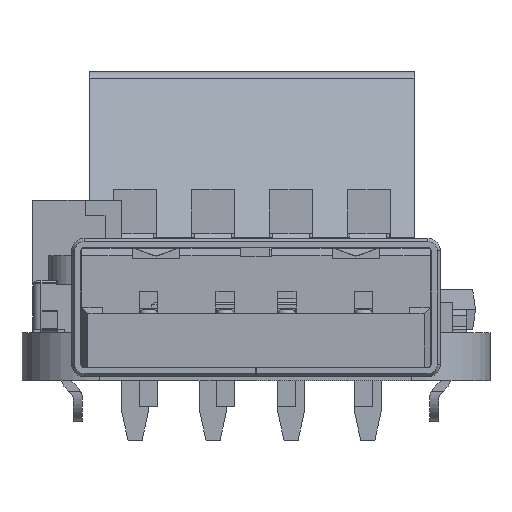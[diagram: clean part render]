
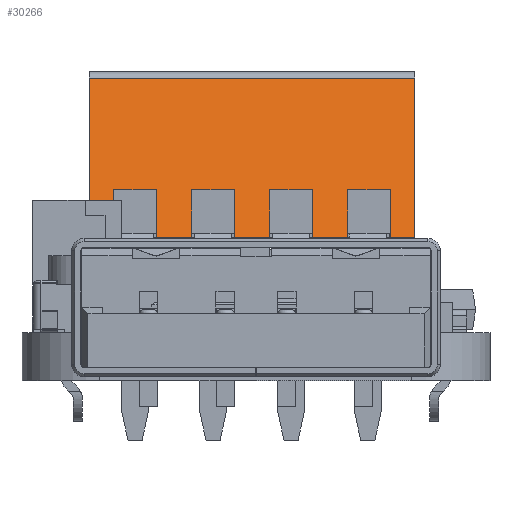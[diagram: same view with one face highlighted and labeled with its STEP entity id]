
A CAD part, left-side view. The second image highlights one B-rep face of the part: STEP entity #30266.
In plain terms, the highlighted face is planar.
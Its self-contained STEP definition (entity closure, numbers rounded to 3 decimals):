
#1501=PLANE('',#32699);
#3087=FACE_OUTER_BOUND('',#4826,.T.);
#4826=EDGE_LOOP('',(#26945,#26946,#26947,#26948,#26949,#26950,#26951,#26952,
#26953,#26954,#26955,#26956,#26957,#26958,#26959,#26960,#26961,#26962,#26963,
#26964));
#7686=LINE('',#48165,#11166);
#7734=LINE('',#48623,#11214);
#7750=LINE('',#48657,#11230);
#7818=LINE('',#48793,#11298);
#7827=LINE('',#48809,#11307);
#7836=LINE('',#48828,#11316);
#7898=LINE('',#48953,#11378);
#7907=LINE('',#48969,#11387);
#7916=LINE('',#48988,#11396);
#7978=LINE('',#49113,#11458);
#7987=LINE('',#49129,#11467);
#7996=LINE('',#49148,#11476);
#8001=LINE('',#49159,#11481);
#8032=LINE('',#49216,#11512);
#8038=LINE('',#49226,#11518);
#8039=LINE('',#49227,#11519);
#8040=LINE('',#49228,#11520);
#8041=LINE('',#49229,#11521);
#8043=LINE('',#49232,#11523);
#8063=LINE('',#49276,#11543);
#11166=VECTOR('',#39334,1.);
#11214=VECTOR('',#39524,1.);
#11230=VECTOR('',#39548,1.);
#11298=VECTOR('',#39662,1.);
#11307=VECTOR('',#39677,1.);
#11316=VECTOR('',#39694,1.);
#11378=VECTOR('',#39802,1.);
#11387=VECTOR('',#39817,1.);
#11396=VECTOR('',#39834,1.);
#11458=VECTOR('',#39942,1.);
#11467=VECTOR('',#39957,1.);
#11476=VECTOR('',#39974,1.);
#11481=VECTOR('',#39985,1.);
#11512=VECTOR('',#40028,1.);
#11518=VECTOR('',#40038,1.);
#11519=VECTOR('',#40039,1.);
#11520=VECTOR('',#40040,1.);
#11521=VECTOR('',#40041,1.);
#11523=VECTOR('',#40043,1.);
#11543=VECTOR('',#40101,1.);
#14751=VERTEX_POINT('',#48158);
#14754=VERTEX_POINT('',#48163);
#14834=VERTEX_POINT('',#48621);
#14847=VERTEX_POINT('',#48654);
#14848=VERTEX_POINT('',#48656);
#14893=VERTEX_POINT('',#48792);
#14897=VERTEX_POINT('',#48807);
#14902=VERTEX_POINT('',#48825);
#14903=VERTEX_POINT('',#48827);
#14943=VERTEX_POINT('',#48952);
#14947=VERTEX_POINT('',#48967);
#14952=VERTEX_POINT('',#48985);
#14953=VERTEX_POINT('',#48987);
#14993=VERTEX_POINT('',#49112);
#14997=VERTEX_POINT('',#49127);
#15002=VERTEX_POINT('',#49145);
#15003=VERTEX_POINT('',#49147);
#15006=VERTEX_POINT('',#49158);
#15026=VERTEX_POINT('',#49214);
#15029=VERTEX_POINT('',#49230);
#18637=EDGE_CURVE('',#14754,#14751,#7686,.T.);
#18741=EDGE_CURVE('',#14754,#14834,#7734,.T.);
#18757=EDGE_CURVE('',#14847,#14848,#7750,.T.);
#18825=EDGE_CURVE('',#14847,#14893,#7818,.T.);
#18834=EDGE_CURVE('',#14893,#14897,#7827,.T.);
#18843=EDGE_CURVE('',#14902,#14903,#7836,.T.);
#18905=EDGE_CURVE('',#14902,#14943,#7898,.T.);
#18914=EDGE_CURVE('',#14943,#14947,#7907,.T.);
#18923=EDGE_CURVE('',#14952,#14953,#7916,.T.);
#18985=EDGE_CURVE('',#14952,#14993,#7978,.T.);
#18994=EDGE_CURVE('',#14993,#14997,#7987,.T.);
#19003=EDGE_CURVE('',#15002,#15003,#7996,.T.);
#19008=EDGE_CURVE('',#15002,#15006,#8001,.T.);
#19039=EDGE_CURVE('',#15006,#15026,#8032,.T.);
#19045=EDGE_CURVE('',#14997,#15003,#8038,.T.);
#19046=EDGE_CURVE('',#14947,#14953,#8039,.T.);
#19047=EDGE_CURVE('',#14897,#14903,#8040,.T.);
#19048=EDGE_CURVE('',#14834,#14848,#8041,.T.);
#19050=EDGE_CURVE('',#15026,#15029,#8043,.T.);
#19070=EDGE_CURVE('',#15029,#14751,#8063,.T.);
#26945=ORIENTED_EDGE('',*,*,#19070,.T.);
#26946=ORIENTED_EDGE('',*,*,#18637,.F.);
#26947=ORIENTED_EDGE('',*,*,#18741,.T.);
#26948=ORIENTED_EDGE('',*,*,#19048,.T.);
#26949=ORIENTED_EDGE('',*,*,#18757,.F.);
#26950=ORIENTED_EDGE('',*,*,#18825,.T.);
#26951=ORIENTED_EDGE('',*,*,#18834,.T.);
#26952=ORIENTED_EDGE('',*,*,#19047,.T.);
#26953=ORIENTED_EDGE('',*,*,#18843,.F.);
#26954=ORIENTED_EDGE('',*,*,#18905,.T.);
#26955=ORIENTED_EDGE('',*,*,#18914,.T.);
#26956=ORIENTED_EDGE('',*,*,#19046,.T.);
#26957=ORIENTED_EDGE('',*,*,#18923,.F.);
#26958=ORIENTED_EDGE('',*,*,#18985,.T.);
#26959=ORIENTED_EDGE('',*,*,#18994,.T.);
#26960=ORIENTED_EDGE('',*,*,#19045,.T.);
#26961=ORIENTED_EDGE('',*,*,#19003,.F.);
#26962=ORIENTED_EDGE('',*,*,#19008,.T.);
#26963=ORIENTED_EDGE('',*,*,#19039,.T.);
#26964=ORIENTED_EDGE('',*,*,#19050,.T.);
#30266=ADVANCED_FACE('',(#3087),#1501,.F.);
#32699=AXIS2_PLACEMENT_3D('',#49275,#40099,#40100);
#39334=DIRECTION('',(-1.,0.,0.));
#39524=DIRECTION('',(0.,0.309,-0.951));
#39548=DIRECTION('',(0.,0.309,-0.951));
#39662=DIRECTION('',(-1.,0.,0.));
#39677=DIRECTION('',(0.,0.309,-0.951));
#39694=DIRECTION('',(0.,0.309,-0.951));
#39802=DIRECTION('',(-1.,0.,0.));
#39817=DIRECTION('',(0.,0.309,-0.951));
#39834=DIRECTION('',(0.,0.309,-0.951));
#39942=DIRECTION('',(-1.,0.,0.));
#39957=DIRECTION('',(0.,0.309,-0.951));
#39974=DIRECTION('',(0.,0.309,-0.951));
#39985=DIRECTION('',(-1.,0.,0.));
#40028=DIRECTION('',(0.,0.309,-0.951));
#40038=DIRECTION('',(-1.,0.,0.));
#40039=DIRECTION('',(-1.,0.,0.));
#40040=DIRECTION('',(-1.,0.,0.));
#40041=DIRECTION('',(-1.,0.,0.));
#40043=DIRECTION('',(-1.,0.,0.));
#40099=DIRECTION('center_axis',(0.,-0.951,
-0.309));
#40100=DIRECTION('ref_axis',(0.,0.309,-0.951));
#40101=DIRECTION('',(0.,-0.309,0.951));
#48158=CARTESIAN_POINT('',(-5.298,1.413,8.293));
#48163=CARTESIAN_POINT('',(5.302,1.413,8.293));
#48165=CARTESIAN_POINT('',(5.302,1.413,8.293));
#48621=CARTESIAN_POINT('',(5.302,3.096,3.114));
#48623=CARTESIAN_POINT('',(5.302,1.413,8.293));
#48654=CARTESIAN_POINT('',(4.512,2.596,4.653));
#48656=CARTESIAN_POINT('',(4.512,3.096,3.114));
#48657=CARTESIAN_POINT('',(4.512,2.596,4.653));
#48792=CARTESIAN_POINT('',(3.112,2.596,4.653));
#48793=CARTESIAN_POINT('',(3.812,2.596,4.653));
#48807=CARTESIAN_POINT('',(3.112,3.096,3.114));
#48809=CARTESIAN_POINT('',(3.112,2.596,4.653));
#48825=CARTESIAN_POINT('',(1.972,2.596,4.653));
#48827=CARTESIAN_POINT('',(1.972,3.096,3.114));
#48828=CARTESIAN_POINT('',(1.972,2.596,4.653));
#48952=CARTESIAN_POINT('',(0.572,2.596,4.653));
#48953=CARTESIAN_POINT('',(1.272,2.596,4.653));
#48967=CARTESIAN_POINT('',(0.572,3.096,3.114));
#48969=CARTESIAN_POINT('',(0.572,2.596,4.653));
#48985=CARTESIAN_POINT('',(-0.568,2.596,4.653));
#48987=CARTESIAN_POINT('',(-0.568,3.096,3.114));
#48988=CARTESIAN_POINT('',(-0.568,2.596,4.653));
#49112=CARTESIAN_POINT('',(-1.968,2.596,4.653));
#49113=CARTESIAN_POINT('',(-1.268,2.596,4.653));
#49127=CARTESIAN_POINT('',(-1.968,3.096,3.114));
#49129=CARTESIAN_POINT('',(-1.968,2.596,4.653));
#49145=CARTESIAN_POINT('',(-3.108,2.596,4.653));
#49147=CARTESIAN_POINT('',(-3.108,3.096,3.114));
#49148=CARTESIAN_POINT('',(-3.108,2.596,4.653));
#49158=CARTESIAN_POINT('',(-4.508,2.596,4.653));
#49159=CARTESIAN_POINT('',(-3.808,2.596,4.653));
#49214=CARTESIAN_POINT('',(-4.508,3.096,3.114));
#49216=CARTESIAN_POINT('',(-4.508,2.596,4.653));
#49226=CARTESIAN_POINT('',(-1.968,3.096,3.114));
#49227=CARTESIAN_POINT('',(0.572,3.096,3.114));
#49228=CARTESIAN_POINT('',(3.112,3.096,3.114));
#49229=CARTESIAN_POINT('',(5.302,3.096,3.114));
#49230=CARTESIAN_POINT('',(-5.298,3.096,3.114));
#49232=CARTESIAN_POINT('',(-4.508,3.096,3.114));
#49275=CARTESIAN_POINT('Origin',(-3.771,3.138,2.985));
#49276=CARTESIAN_POINT('',(-5.298,3.096,3.114));
